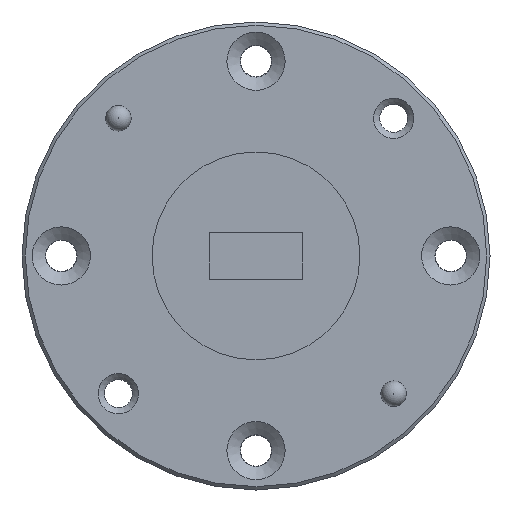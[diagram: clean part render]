
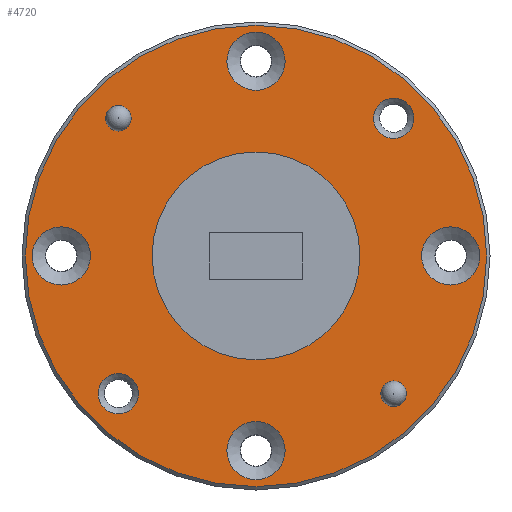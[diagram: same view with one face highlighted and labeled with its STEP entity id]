
A CAD part, front view. The second image highlights one B-rep face of the part: STEP entity #4720.
In plain terms, the highlighted planar face has unit normal (0, -1, 0).
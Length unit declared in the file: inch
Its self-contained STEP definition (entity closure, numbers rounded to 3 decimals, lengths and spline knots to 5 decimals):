
#24 = CIRCLE ( 'NONE', #1213, 0.07 ) ;
#149 = EDGE_CURVE ( 'NONE', #5224, #5224, #4281, .T. ) ;
#276 = FACE_BOUND ( 'NONE', #1654, .T. ) ;
#326 = EDGE_CURVE ( 'NONE', #5082, #5082, #3444, .T. ) ;
#341 = ORIENTED_EDGE ( 'NONE', *, *, #5590, .F. ) ;
#375 = VERTEX_POINT ( 'NONE', #3558 ) ;
#382 = DIRECTION ( 'NONE',  ( 0., 1., 0. ) ) ;
#416 = AXIS2_PLACEMENT_3D ( 'NONE', #3007, #382, #3457 ) ;
#422 = FACE_BOUND ( 'NONE', #423, .T. ) ;
#423 = EDGE_LOOP ( 'NONE', ( #341 ) ) ;
#430 = DIRECTION ( 'NONE',  ( 0., -1., 0. ) ) ;
#684 = ORIENTED_EDGE ( 'NONE', *, *, #149, .F. ) ;
#810 = AXIS2_PLACEMENT_3D ( 'NONE', #4703, #2092, #5143 ) ;
#823 = EDGE_LOOP ( 'NONE', ( #2695 ) ) ;
#921 = CARTESIAN_POINT ( 'NONE',  ( 0., -0.12992, -0.46855 ) ) ;
#937 = DIRECTION ( 'NONE',  ( 0., -1., 0. ) ) ;
#989 = CARTESIAN_POINT ( 'NONE',  ( 0., -0.12992, -0.00018 ) ) ;
#1213 = AXIS2_PLACEMENT_3D ( 'NONE', #2572, #5619, #3014 ) ;
#1257 = AXIS2_PLACEMENT_3D ( 'NONE', #2014, #5060, #2456 ) ;
#1361 = DIRECTION ( 'NONE',  ( 0., 0., -1. ) ) ;
#1408 = VERTEX_POINT ( 'NONE', #4436 ) ;
#1424 = DIRECTION ( 'NONE',  ( 0., 0., 1. ) ) ;
#1447 = FACE_BOUND ( 'NONE', #823, .T. ) ;
#1476 = ORIENTED_EDGE ( 'NONE', *, *, #2155, .T. ) ;
#1537 = CIRCLE ( 'NONE', #4268, 0.55504 ) ;
#1542 = PLANE ( 'NONE',  #2721 ) ;
#1568 = FACE_BOUND ( 'NONE', #3927, .T. ) ;
#1605 = ORIENTED_EDGE ( 'NONE', *, *, #3364, .F. ) ;
#1654 = EDGE_LOOP ( 'NONE', ( #5388 ) ) ;
#1658 = VERTEX_POINT ( 'NONE', #2230 ) ;
#1689 = EDGE_LOOP ( 'NONE', ( #4249 ) ) ;
#1697 = EDGE_CURVE ( 'NONE', #1658, #1658, #5323, .T. ) ;
#1744 = AXIS2_PLACEMENT_3D ( 'NONE', #921, #3987, #1361 ) ;
#1832 = CARTESIAN_POINT ( 'NONE',  ( 0.33124, -0.12992, -0.30081 ) ) ;
#1963 = CARTESIAN_POINT ( 'NONE',  ( 0., -0.12992, -0.00018 ) ) ;
#2014 = CARTESIAN_POINT ( 'NONE',  ( -0.33124, -0.12992, -0.33142 ) ) ;
#2067 = CIRCLE ( 'NONE', #2386, 0.07 ) ;
#2092 = DIRECTION ( 'NONE',  ( 0., -1., 0. ) ) ;
#2093 = AXIS2_PLACEMENT_3D ( 'NONE', #5193, #2591, #5632 ) ;
#2155 = EDGE_CURVE ( 'NONE', #375, #375, #1537, .T. ) ;
#2197 = ORIENTED_EDGE ( 'NONE', *, *, #326, .F. ) ;
#2212 = CIRCLE ( 'NONE', #2093, 0.03079 ) ;
#2230 = CARTESIAN_POINT ( 'NONE',  ( -0.33124, -0.12992, -0.28298 ) ) ;
#2254 = EDGE_CURVE ( 'NONE', #1408, #1408, #5359, .T. ) ;
#2386 = AXIS2_PLACEMENT_3D ( 'NONE', #3057, #430, #3499 ) ;
#2416 = DIRECTION ( 'NONE',  ( 0., 1., 0. ) ) ;
#2456 = DIRECTION ( 'NONE',  ( 0., 0., 1. ) ) ;
#2572 = CARTESIAN_POINT ( 'NONE',  ( 0., -0.12992, 0.46855 ) ) ;
#2591 = DIRECTION ( 'NONE',  ( 0., 1., 0. ) ) ;
#2611 = FACE_BOUND ( 'NONE', #4473, .T. ) ;
#2695 = ORIENTED_EDGE ( 'NONE', *, *, #1697, .T. ) ;
#2712 = CIRCLE ( 'NONE', #810, 0.07 ) ;
#2717 = EDGE_LOOP ( 'NONE', ( #3719 ) ) ;
#2721 = AXIS2_PLACEMENT_3D ( 'NONE', #1963, #5478, #2872 ) ;
#2752 = FACE_OUTER_BOUND ( 'NONE', #4493, .T. ) ;
#2770 = VERTEX_POINT ( 'NONE', #3186 ) ;
#2785 = CARTESIAN_POINT ( 'NONE',  ( 0.46855, -0.12992, -0.07 ) ) ;
#2872 = DIRECTION ( 'NONE',  ( 0., 0., 1. ) ) ;
#2913 = VERTEX_POINT ( 'NONE', #4899 ) ;
#3007 = CARTESIAN_POINT ( 'NONE',  ( -0.33124, -0.12992, 0.33124 ) ) ;
#3014 = DIRECTION ( 'NONE',  ( 0., 0., -1. ) ) ;
#3057 = CARTESIAN_POINT ( 'NONE',  ( -0.46855, -0.12992, 0. ) ) ;
#3186 = CARTESIAN_POINT ( 'NONE',  ( -0.33124, -0.12992, 0.36203 ) ) ;
#3261 = EDGE_CURVE ( 'NONE', #5218, #5218, #24, .T. ) ;
#3299 = EDGE_CURVE ( 'NONE', #4074, #4074, #2212, .T. ) ;
#3364 = EDGE_CURVE ( 'NONE', #2913, #2913, #2067, .T. ) ;
#3444 = CIRCLE ( 'NONE', #1744, 0.07 ) ;
#3457 = DIRECTION ( 'NONE',  ( 0., 0., 1. ) ) ;
#3499 = DIRECTION ( 'NONE',  ( 0., 0., -1. ) ) ;
#3558 = CARTESIAN_POINT ( 'NONE',  ( 0., -0.12992, 0.55486 ) ) ;
#3560 = CARTESIAN_POINT ( 'NONE',  ( 0., -0.12992, 0. ) ) ;
#3646 = EDGE_LOOP ( 'NONE', ( #2197 ) ) ;
#3695 = EDGE_LOOP ( 'NONE', ( #1605 ) ) ;
#3696 = EDGE_CURVE ( 'NONE', #2770, #2770, #4664, .T. ) ;
#3719 = ORIENTED_EDGE ( 'NONE', *, *, #3299, .T. ) ;
#3782 = FACE_BOUND ( 'NONE', #1689, .T. ) ;
#3916 = FACE_BOUND ( 'NONE', #3646, .T. ) ;
#3927 = EDGE_LOOP ( 'NONE', ( #684 ) ) ;
#3987 = DIRECTION ( 'NONE',  ( 0., -1., 0. ) ) ;
#4004 = DIRECTION ( 'NONE',  ( 0., 0., -1. ) ) ;
#4031 = ORIENTED_EDGE ( 'NONE', *, *, #2254, .T. ) ;
#4053 = DIRECTION ( 'NONE',  ( 0., -1., 0. ) ) ;
#4074 = VERTEX_POINT ( 'NONE', #1832 ) ;
#4165 = AXIS2_PLACEMENT_3D ( 'NONE', #5021, #2416, #5459 ) ;
#4249 = ORIENTED_EDGE ( 'NONE', *, *, #3261, .F. ) ;
#4268 = AXIS2_PLACEMENT_3D ( 'NONE', #989, #4053, #1424 ) ;
#4281 = CIRCLE ( 'NONE', #4781, 0.25 ) ;
#4343 = CARTESIAN_POINT ( 'NONE',  ( 0., -0.12992, -0.25 ) ) ;
#4361 = CARTESIAN_POINT ( 'NONE',  ( 0., -0.12992, -0.53855 ) ) ;
#4436 = CARTESIAN_POINT ( 'NONE',  ( 0.33124, -0.12992, 0.37951 ) ) ;
#4473 = EDGE_LOOP ( 'NONE', ( #4031 ) ) ;
#4475 = CARTESIAN_POINT ( 'NONE',  ( 0., -0.12992, 0.39855 ) ) ;
#4493 = EDGE_LOOP ( 'NONE', ( #1476 ) ) ;
#4664 = CIRCLE ( 'NONE', #416, 0.03079 ) ;
#4703 = CARTESIAN_POINT ( 'NONE',  ( 0.46855, -0.12992, 0. ) ) ;
#4720 = ADVANCED_FACE ( 'NONE', ( #2752, #1568, #3916, #422, #4923, #3782, #2611, #1447, #276, #4785 ), #1542, .F. ) ;
#4781 = AXIS2_PLACEMENT_3D ( 'NONE', #3560, #937, #4004 ) ;
#4785 = FACE_BOUND ( 'NONE', #2717, .T. ) ;
#4899 = CARTESIAN_POINT ( 'NONE',  ( -0.46855, -0.12992, -0.07 ) ) ;
#4923 = FACE_BOUND ( 'NONE', #3695, .T. ) ;
#5021 = CARTESIAN_POINT ( 'NONE',  ( 0.33124, -0.12992, 0.33106 ) ) ;
#5060 = DIRECTION ( 'NONE',  ( 0., 1., 0. ) ) ;
#5082 = VERTEX_POINT ( 'NONE', #4361 ) ;
#5143 = DIRECTION ( 'NONE',  ( 0., 0., -1. ) ) ;
#5145 = VERTEX_POINT ( 'NONE', #2785 ) ;
#5193 = CARTESIAN_POINT ( 'NONE',  ( 0.33124, -0.12992, -0.33159 ) ) ;
#5218 = VERTEX_POINT ( 'NONE', #4475 ) ;
#5224 = VERTEX_POINT ( 'NONE', #4343 ) ;
#5323 = CIRCLE ( 'NONE', #1257, 0.04844 ) ;
#5359 = CIRCLE ( 'NONE', #4165, 0.04844 ) ;
#5388 = ORIENTED_EDGE ( 'NONE', *, *, #3696, .T. ) ;
#5459 = DIRECTION ( 'NONE',  ( 0., 0., 1. ) ) ;
#5478 = DIRECTION ( 'NONE',  ( 0., 1., 0. ) ) ;
#5590 = EDGE_CURVE ( 'NONE', #5145, #5145, #2712, .T. ) ;
#5619 = DIRECTION ( 'NONE',  ( 0., -1., 0. ) ) ;
#5632 = DIRECTION ( 'NONE',  ( 0., 0., 1. ) ) ;
